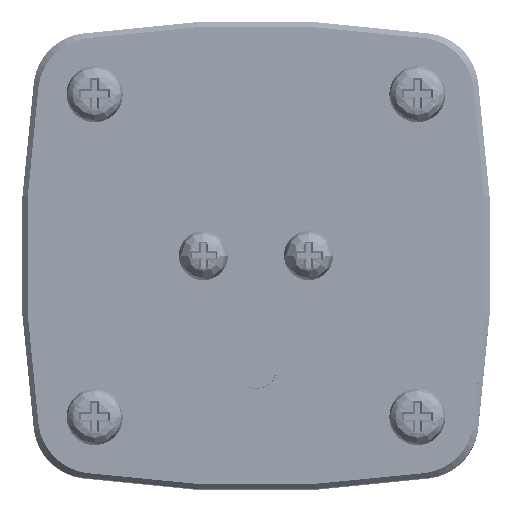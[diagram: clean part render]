
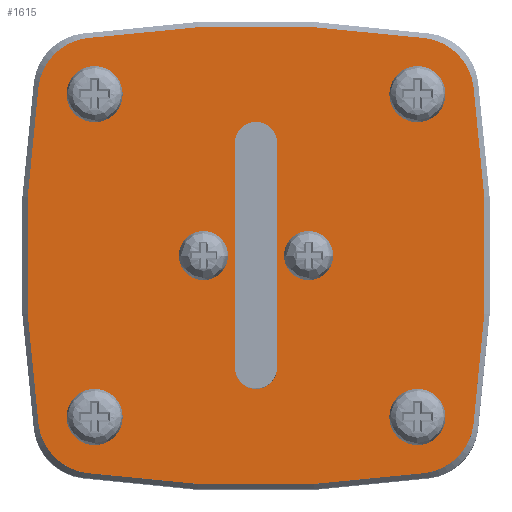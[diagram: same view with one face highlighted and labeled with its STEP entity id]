
A CAD part, top view. The second image highlights one B-rep face of the part: STEP entity #1615.
In plain terms, the highlighted planar face has unit normal (0, 0, 1).
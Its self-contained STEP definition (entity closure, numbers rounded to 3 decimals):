
#638=FACE_BOUND('',#3483,.T.);
#639=FACE_BOUND('',#3484,.T.);
#640=FACE_BOUND('',#3485,.T.);
#641=FACE_BOUND('',#3486,.T.);
#642=FACE_BOUND('',#3487,.T.);
#643=FACE_BOUND('',#3488,.T.);
#644=FACE_BOUND('',#3489,.T.);
#645=FACE_BOUND('',#3490,.T.);
#1615=ADVANCED_FACE('',(#638,#639,#640,#641,#642,#643,#644,#645),#2125,
 .T.);
#2125=PLANE('',#12759);
#3483=EDGE_LOOP('',(#6429,#6430,#6431,#6432,#6433,#6434,#6435,#6436));
#3484=EDGE_LOOP('',(#6437));
#3485=EDGE_LOOP('',(#6438));
#3486=EDGE_LOOP('',(#6439));
#3487=EDGE_LOOP('',(#6440));
#3488=EDGE_LOOP('',(#6441));
#3489=EDGE_LOOP('',(#6442));
#3490=EDGE_LOOP('',(#6443,#6444,#6445,#6446));
#4019=CIRCLE('',#12711,3.);
#4021=CIRCLE('',#12715,166.);
#4023=CIRCLE('',#12718,8.);
#4025=CIRCLE('',#12721,166.);
#4027=CIRCLE('',#12724,8.);
#4029=CIRCLE('',#12727,166.);
#4031=CIRCLE('',#12730,8.);
#4033=CIRCLE('',#12733,166.);
#4034=CIRCLE('',#12735,2.5);
#4036=CIRCLE('',#12738,2.5);
#4038=CIRCLE('',#12741,2.3);
#4040=CIRCLE('',#12744,2.3);
#4042=CIRCLE('',#12747,2.5);
#4044=CIRCLE('',#12750,2.5);
#4047=CIRCLE('',#12754,8.);
#4049=CIRCLE('',#12757,3.);
#6429=ORIENTED_EDGE('',*,*,#9715,.T.);
#6430=ORIENTED_EDGE('',*,*,#9719,.T.);
#6431=ORIENTED_EDGE('',*,*,#9722,.T.);
#6432=ORIENTED_EDGE('',*,*,#9725,.T.);
#6433=ORIENTED_EDGE('',*,*,#9728,.T.);
#6434=ORIENTED_EDGE('',*,*,#9731,.T.);
#6435=ORIENTED_EDGE('',*,*,#9734,.T.);
#6436=ORIENTED_EDGE('',*,*,#9748,.T.);
#6437=ORIENTED_EDGE('',*,*,#9745,.F.);
#6438=ORIENTED_EDGE('',*,*,#9743,.F.);
#6439=ORIENTED_EDGE('',*,*,#9741,.F.);
#6440=ORIENTED_EDGE('',*,*,#9739,.F.);
#6441=ORIENTED_EDGE('',*,*,#9737,.F.);
#6442=ORIENTED_EDGE('',*,*,#9735,.F.);
#6443=ORIENTED_EDGE('',*,*,#9705,.T.);
#6444=ORIENTED_EDGE('',*,*,#9709,.T.);
#6445=ORIENTED_EDGE('',*,*,#9712,.T.);
#6446=ORIENTED_EDGE('',*,*,#9750,.T.);
#8215=VERTEX_POINT('',#50586);
#8216=VERTEX_POINT('',#50588);
#8218=VERTEX_POINT('',#50594);
#8220=VERTEX_POINT('',#50600);
#8223=VERTEX_POINT('',#50607);
#8224=VERTEX_POINT('',#50609);
#8226=VERTEX_POINT('',#50615);
#8228=VERTEX_POINT('',#50621);
#8230=VERTEX_POINT('',#50627);
#8232=VERTEX_POINT('',#50633);
#8234=VERTEX_POINT('',#50639);
#8236=VERTEX_POINT('',#50645);
#8237=VERTEX_POINT('',#50649);
#8239=VERTEX_POINT('',#50654);
#8241=VERTEX_POINT('',#50659);
#8243=VERTEX_POINT('',#50664);
#8245=VERTEX_POINT('',#50669);
#8247=VERTEX_POINT('',#50674);
#9705=EDGE_CURVE('',#8216,#8215,#10827,.T.);
#9709=EDGE_CURVE('',#8215,#8218,#4019,.T.);
#9712=EDGE_CURVE('',#8218,#8220,#10832,.T.);
#9715=EDGE_CURVE('',#8224,#8223,#4021,.T.);
#9719=EDGE_CURVE('',#8223,#8226,#4023,.T.);
#9722=EDGE_CURVE('',#8226,#8228,#4025,.T.);
#9725=EDGE_CURVE('',#8228,#8230,#4027,.T.);
#9728=EDGE_CURVE('',#8230,#8232,#4029,.T.);
#9731=EDGE_CURVE('',#8232,#8234,#4031,.T.);
#9734=EDGE_CURVE('',#8234,#8236,#4033,.T.);
#9735=EDGE_CURVE('',#8237,#8237,#4034,.T.);
#9737=EDGE_CURVE('',#8239,#8239,#4036,.T.);
#9739=EDGE_CURVE('',#8241,#8241,#4038,.T.);
#9741=EDGE_CURVE('',#8243,#8243,#4040,.T.);
#9743=EDGE_CURVE('',#8245,#8245,#4042,.T.);
#9745=EDGE_CURVE('',#8247,#8247,#4044,.T.);
#9748=EDGE_CURVE('',#8236,#8224,#4047,.T.);
#9750=EDGE_CURVE('',#8220,#8216,#4049,.T.);
#10827=LINE('',#50587,#11705);
#10832=LINE('',#50601,#11710);
#11705=VECTOR('',#15043,1.);
#11710=VECTOR('',#15056,1.);
#12711=AXIS2_PLACEMENT_3D('',#50595,#15050,#15051);
#12715=AXIS2_PLACEMENT_3D('',#50608,#15062,#15063);
#12718=AXIS2_PLACEMENT_3D('',#50616,#15070,#15071);
#12721=AXIS2_PLACEMENT_3D('',#50622,#15077,#15078);
#12724=AXIS2_PLACEMENT_3D('',#50628,#15084,#15085);
#12727=AXIS2_PLACEMENT_3D('',#50634,#15091,#15092);
#12730=AXIS2_PLACEMENT_3D('',#50640,#15098,#15099);
#12733=AXIS2_PLACEMENT_3D('',#50646,#15105,#15106);
#12735=AXIS2_PLACEMENT_3D('',#50648,#15109,#15110);
#12738=AXIS2_PLACEMENT_3D('',#50653,#15115,#15116);
#12741=AXIS2_PLACEMENT_3D('',#50658,#15121,#15122);
#12744=AXIS2_PLACEMENT_3D('',#50663,#15127,#15128);
#12747=AXIS2_PLACEMENT_3D('',#50668,#15133,#15134);
#12750=AXIS2_PLACEMENT_3D('',#50673,#15139,#15140);
#12754=AXIS2_PLACEMENT_3D('',#50679,#15147,#15148);
#12757=AXIS2_PLACEMENT_3D('',#50682,#15153,#15154);
#12759=AXIS2_PLACEMENT_3D('',#50684,#15157,#15158);
#15043=DIRECTION('',(0.,1.,0.));
#15050=DIRECTION('',(0.,0.,-1.));
#15051=DIRECTION('',(1.,0.,0.));
#15056=DIRECTION('',(0.,-1.,0.));
#15062=DIRECTION('',(0.,0.,1.));
#15063=DIRECTION('',(1.,0.,0.));
#15070=DIRECTION('',(0.,0.,1.));
#15071=DIRECTION('',(1.,0.,0.));
#15077=DIRECTION('',(0.,0.,1.));
#15078=DIRECTION('',(1.,0.,0.));
#15084=DIRECTION('',(0.,0.,1.));
#15085=DIRECTION('',(1.,0.,0.));
#15091=DIRECTION('',(0.,0.,1.));
#15092=DIRECTION('',(1.,0.,0.));
#15098=DIRECTION('',(0.,0.,1.));
#15099=DIRECTION('',(1.,0.,0.));
#15105=DIRECTION('',(0.,0.,1.));
#15106=DIRECTION('',(1.,0.,0.));
#15109=DIRECTION('',(0.,0.,1.));
#15110=DIRECTION('',(1.,0.,0.));
#15115=DIRECTION('',(0.,0.,1.));
#15116=DIRECTION('',(1.,0.,0.));
#15121=DIRECTION('',(0.,0.,1.));
#15122=DIRECTION('',(1.,0.,0.));
#15127=DIRECTION('',(0.,0.,1.));
#15128=DIRECTION('',(1.,0.,0.));
#15133=DIRECTION('',(0.,0.,1.));
#15134=DIRECTION('',(1.,0.,0.));
#15139=DIRECTION('',(0.,0.,1.));
#15140=DIRECTION('',(1.,0.,0.));
#15147=DIRECTION('',(0.,0.,1.));
#15148=DIRECTION('',(1.,0.,0.));
#15153=DIRECTION('',(0.,0.,-1.));
#15154=DIRECTION('',(1.,0.,0.));
#15157=DIRECTION('',(0.,0.,1.));
#15158=DIRECTION('',(1.,0.,0.));
#50586=CARTESIAN_POINT('',(27.762,-52.829,70.57));
#50587=CARTESIAN_POINT('',(27.762,-84.829,70.57));
#50588=CARTESIAN_POINT('',(27.762,-84.829,70.57));
#50594=CARTESIAN_POINT('',(33.762,-52.829,70.57));
#50595=CARTESIAN_POINT('',(30.762,-52.829,70.57));
#50600=CARTESIAN_POINT('',(33.762,-84.829,70.57));
#50601=CARTESIAN_POINT('',(33.762,-52.829,70.57));
#50607=CARTESIAN_POINT('',(-0.211,-93.054,70.57));
#50608=CARTESIAN_POINT('',(164.012,-68.829,70.57));
#50609=CARTESIAN_POINT('',(-0.211,-44.603,70.57));
#50615=CARTESIAN_POINT('',(6.536,-99.801,70.57));
#50616=CARTESIAN_POINT('',(7.703,-91.887,70.57));
#50621=CARTESIAN_POINT('',(54.988,-99.801,70.57));
#50622=CARTESIAN_POINT('',(30.762,64.421,70.57));
#50627=CARTESIAN_POINT('',(61.734,-93.054,70.57));
#50628=CARTESIAN_POINT('',(53.82,-91.887,70.57));
#50633=CARTESIAN_POINT('',(61.734,-44.603,70.57));
#50634=CARTESIAN_POINT('',(-102.488,-68.829,70.57));
#50639=CARTESIAN_POINT('',(54.988,-37.856,70.57));
#50640=CARTESIAN_POINT('',(53.82,-45.77,70.57));
#50645=CARTESIAN_POINT('',(6.536,-37.856,70.57));
#50646=CARTESIAN_POINT('',(30.762,-202.079,70.57));
#50648=CARTESIAN_POINT('',(53.762,-45.829,70.57));
#50649=CARTESIAN_POINT('',(56.262,-45.829,70.57));
#50653=CARTESIAN_POINT('',(53.762,-91.829,70.57));
#50654=CARTESIAN_POINT('',(56.262,-91.829,70.57));
#50658=CARTESIAN_POINT('',(38.262,-68.829,70.57));
#50659=CARTESIAN_POINT('',(40.562,-68.829,70.57));
#50663=CARTESIAN_POINT('',(23.262,-68.829,70.57));
#50664=CARTESIAN_POINT('',(25.562,-68.829,70.57));
#50668=CARTESIAN_POINT('',(7.762,-45.829,70.57));
#50669=CARTESIAN_POINT('',(10.262,-45.829,70.57));
#50673=CARTESIAN_POINT('',(7.762,-91.829,70.57));
#50674=CARTESIAN_POINT('',(10.262,-91.829,70.57));
#50679=CARTESIAN_POINT('',(7.703,-45.77,70.57));
#50682=CARTESIAN_POINT('',(30.762,-84.829,70.57));
#50684=CARTESIAN_POINT('',(164.012,-68.829,70.57));
